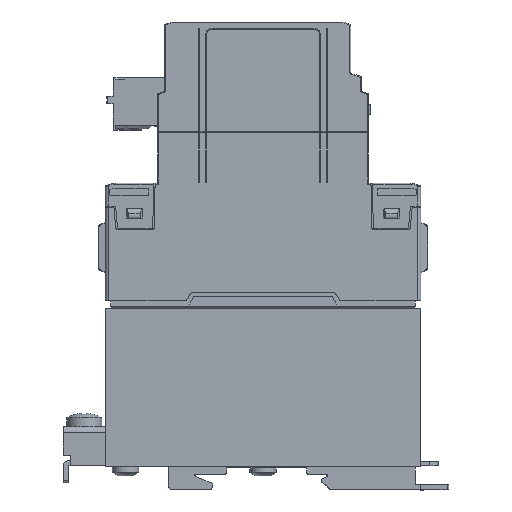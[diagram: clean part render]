
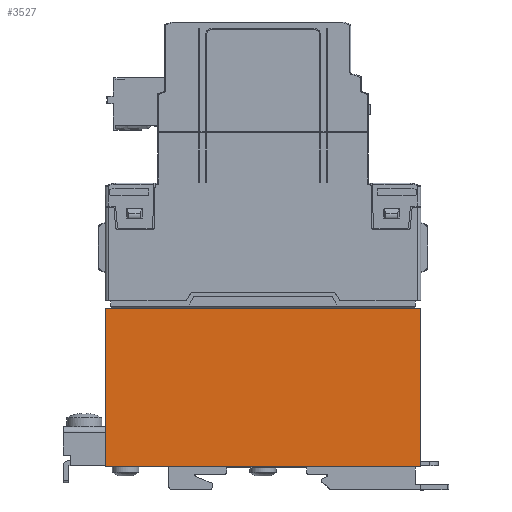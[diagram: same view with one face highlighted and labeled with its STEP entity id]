
A CAD part, left-side view. The second image highlights one B-rep face of the part: STEP entity #3527.
In plain terms, the highlighted planar face has unit normal (-1, 0, 0).
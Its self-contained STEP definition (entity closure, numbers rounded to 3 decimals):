
#2920=CARTESIAN_POINT('',(-8.85,45.0,47.4));
#2921=VERTEX_POINT('',#2920);
#2928=CARTESIAN_POINT('',(-8.85,-45.,47.4));
#2929=VERTEX_POINT('',#2928);
#2930=CARTESIAN_POINT('',(-8.85,-45.,47.4));
#2931=DIRECTION('',(0.0,1.0,0.0));
#2932=VECTOR('',#2931,90.0);
#2933=LINE('',#2930,#2932);
#2934=EDGE_CURVE('',#2929,#2921,#2933,.T.);
#2993=CARTESIAN_POINT('',(-8.85,-45.,2.1));
#2994=VERTEX_POINT('',#2993);
#2995=CARTESIAN_POINT('',(-8.85,-45.,2.1));
#2996=DIRECTION('',(0.,0.0,1.0));
#2997=VECTOR('',#2996,45.3);
#2998=LINE('',#2995,#2997);
#2999=EDGE_CURVE('',#2994,#2929,#2998,.T.);
#3462=CARTESIAN_POINT('',(-8.85,45.,2.1));
#3463=VERTEX_POINT('',#3462);
#3486=CARTESIAN_POINT('',(-8.85,-45.,2.1));
#3487=DIRECTION('',(0.0,1.0,0.0));
#3488=VECTOR('',#3487,90.0);
#3489=LINE('',#3486,#3488);
#3490=EDGE_CURVE('',#2994,#3463,#3489,.T.);
#3495=CARTESIAN_POINT('',(-8.85,-45.,47.4));
#3496=DIRECTION('',(-1.0,0.,0.));
#3497=DIRECTION('',(0.0,-1.0,0.0));
#3498=AXIS2_PLACEMENT_3D('',#3495,#3496,#3497);
#3499=PLANE('',#3498);
#3500=CARTESIAN_POINT('',(-8.85,45.,12.309));
#3501=VERTEX_POINT('',#3500);
#3502=CARTESIAN_POINT('',(-8.85,45.,47.4));
#3503=DIRECTION('',(0.,0.0,-1.0));
#3504=VECTOR('',#3503,35.091);
#3505=LINE('',#3502,#3504);
#3506=EDGE_CURVE('',#2921,#3501,#3505,.T.);
#3507=ORIENTED_EDGE('',*,*,#3506,.T.);
#3508=CARTESIAN_POINT('',(-8.85,45.,2.4));
#3509=VERTEX_POINT('',#3508);
#3510=CARTESIAN_POINT('',(-8.85,45.,12.309));
#3511=DIRECTION('',(0.,0.0,-1.0));
#3512=VECTOR('',#3511,9.909);
#3513=LINE('',#3510,#3512);
#3514=EDGE_CURVE('',#3501,#3509,#3513,.T.);
#3515=ORIENTED_EDGE('',*,*,#3514,.T.);
#3516=CARTESIAN_POINT('',(-8.85,45.,2.4));
#3517=DIRECTION('',(0.,0.0,-1.0));
#3518=VECTOR('',#3517,0.3);
#3519=LINE('',#3516,#3518);
#3520=EDGE_CURVE('',#3509,#3463,#3519,.T.);
#3521=ORIENTED_EDGE('',*,*,#3520,.T.);
#3522=ORIENTED_EDGE('',*,*,#3490,.F.);
#3523=ORIENTED_EDGE('',*,*,#2999,.T.);
#3524=ORIENTED_EDGE('',*,*,#2934,.T.);
#3525=EDGE_LOOP('',(#3507,#3515,#3521,#3522,#3523,#3524));
#3526=FACE_OUTER_BOUND('',#3525,.T.);
#3527=ADVANCED_FACE('',(#3526),#3499,.T.);
